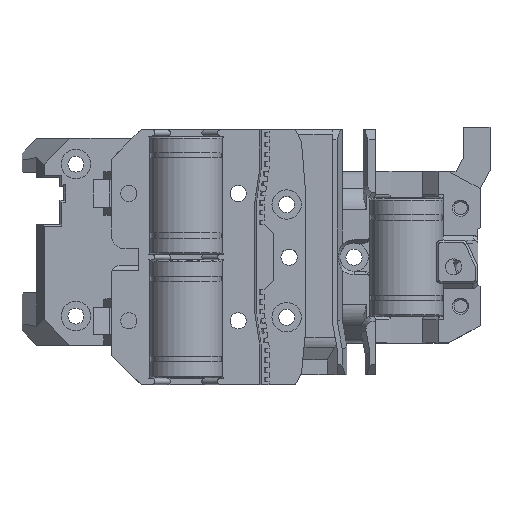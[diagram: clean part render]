
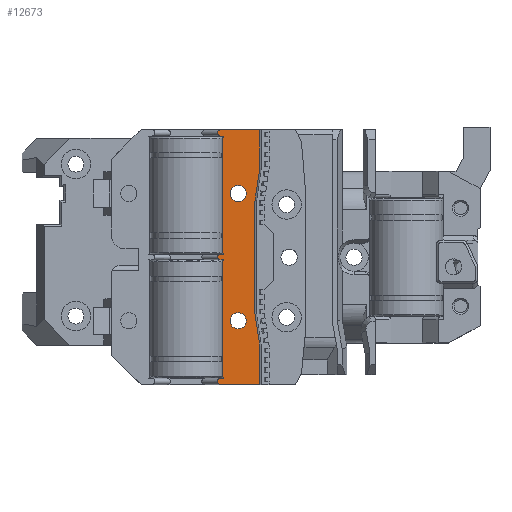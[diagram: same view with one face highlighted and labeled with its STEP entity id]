
A CAD part, top view. The second image highlights one B-rep face of the part: STEP entity #12673.
In plain terms, the highlighted planar face has unit normal (0, 0, 1).
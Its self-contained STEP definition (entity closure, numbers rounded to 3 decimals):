
#331=FACE_BOUND('',#1491,.T.);
#332=FACE_BOUND('',#1492,.T.);
#397=CIRCLE('',#13489,0.5);
#398=CIRCLE('',#13490,0.65);
#399=CIRCLE('',#13491,0.65);
#400=CIRCLE('',#13492,1.65);
#401=CIRCLE('',#13493,1.65);
#755=FACE_OUTER_BOUND('',#1490,.T.);
#1490=EDGE_LOOP('',(#9037,#9038,#9039,#9040,#9041,#9042,#9043,#9044,#9045,
#9046,#9047,#9048,#9049,#9050,#9051,#9052,#9053,#9054,#9055,#9056));
#1491=EDGE_LOOP('',(#9057));
#1492=EDGE_LOOP('',(#9058));
#2346=LINE('',#18310,#3860);
#2506=LINE('',#18914,#4020);
#2507=LINE('',#18916,#4021);
#2508=LINE('',#18918,#4022);
#2509=LINE('',#18920,#4023);
#2510=LINE('',#18922,#4024);
#2511=LINE('',#18926,#4025);
#2512=LINE('',#18928,#4026);
#2513=LINE('',#18930,#4027);
#2514=LINE('',#18932,#4028);
#2515=LINE('',#18934,#4029);
#2516=LINE('',#18935,#4030);
#2517=LINE('',#18939,#4031);
#2518=LINE('',#18941,#4032);
#2519=LINE('',#18943,#4033);
#2520=LINE('',#18945,#4034);
#2521=LINE('',#18946,#4035);
#3860=VECTOR('',#14694,10.);
#4020=VECTOR('',#15110,10.);
#4021=VECTOR('',#15111,10.);
#4022=VECTOR('',#15112,10.);
#4023=VECTOR('',#15113,10.);
#4024=VECTOR('',#15114,10.);
#4025=VECTOR('',#15117,10.);
#4026=VECTOR('',#15118,10.);
#4027=VECTOR('',#15119,10.);
#4028=VECTOR('',#15120,10.);
#4029=VECTOR('',#15121,10.);
#4030=VECTOR('',#15122,10.);
#4031=VECTOR('',#15125,10.);
#4032=VECTOR('',#15126,10.);
#4033=VECTOR('',#15127,10.);
#4034=VECTOR('',#15128,10.);
#4035=VECTOR('',#15129,10.);
#5331=VERTEX_POINT('',#18307);
#5332=VERTEX_POINT('',#18309);
#5467=VERTEX_POINT('',#18910);
#5468=VERTEX_POINT('',#18911);
#5469=VERTEX_POINT('',#18913);
#5470=VERTEX_POINT('',#18915);
#5471=VERTEX_POINT('',#18917);
#5472=VERTEX_POINT('',#18919);
#5473=VERTEX_POINT('',#18921);
#5474=VERTEX_POINT('',#18923);
#5475=VERTEX_POINT('',#18925);
#5476=VERTEX_POINT('',#18927);
#5477=VERTEX_POINT('',#18929);
#5478=VERTEX_POINT('',#18931);
#5479=VERTEX_POINT('',#18933);
#5480=VERTEX_POINT('',#18936);
#5481=VERTEX_POINT('',#18938);
#5482=VERTEX_POINT('',#18940);
#5483=VERTEX_POINT('',#18942);
#5484=VERTEX_POINT('',#18944);
#5485=VERTEX_POINT('',#18947);
#5486=VERTEX_POINT('',#18949);
#6603=EDGE_CURVE('',#5332,#5331,#2346,.T.);
#6821=EDGE_CURVE('',#5467,#5468,#397,.T.);
#6822=EDGE_CURVE('',#5467,#5469,#2506,.T.);
#6823=EDGE_CURVE('',#5469,#5470,#2507,.T.);
#6824=EDGE_CURVE('',#5470,#5471,#2508,.T.);
#6825=EDGE_CURVE('',#5471,#5472,#2509,.T.);
#6826=EDGE_CURVE('',#5472,#5473,#2510,.T.);
#6827=EDGE_CURVE('',#5474,#5473,#398,.T.);
#6828=EDGE_CURVE('',#5474,#5475,#2511,.T.);
#6829=EDGE_CURVE('',#5476,#5475,#2512,.T.);
#6830=EDGE_CURVE('',#5477,#5476,#2513,.T.);
#6831=EDGE_CURVE('',#5478,#5477,#2514,.T.);
#6832=EDGE_CURVE('',#5479,#5478,#2515,.T.);
#6833=EDGE_CURVE('',#5332,#5479,#2516,.T.);
#6834=EDGE_CURVE('',#5480,#5331,#399,.T.);
#6835=EDGE_CURVE('',#5480,#5481,#2517,.T.);
#6836=EDGE_CURVE('',#5481,#5482,#2518,.T.);
#6837=EDGE_CURVE('',#5482,#5483,#2519,.T.);
#6838=EDGE_CURVE('',#5483,#5484,#2520,.T.);
#6839=EDGE_CURVE('',#5468,#5484,#2521,.T.);
#6840=EDGE_CURVE('',#5485,#5485,#400,.T.);
#6841=EDGE_CURVE('',#5486,#5486,#401,.T.);
#9037=ORIENTED_EDGE('',*,*,#6821,.F.);
#9038=ORIENTED_EDGE('',*,*,#6822,.T.);
#9039=ORIENTED_EDGE('',*,*,#6823,.T.);
#9040=ORIENTED_EDGE('',*,*,#6824,.T.);
#9041=ORIENTED_EDGE('',*,*,#6825,.T.);
#9042=ORIENTED_EDGE('',*,*,#6826,.T.);
#9043=ORIENTED_EDGE('',*,*,#6827,.F.);
#9044=ORIENTED_EDGE('',*,*,#6828,.T.);
#9045=ORIENTED_EDGE('',*,*,#6829,.F.);
#9046=ORIENTED_EDGE('',*,*,#6830,.F.);
#9047=ORIENTED_EDGE('',*,*,#6831,.F.);
#9048=ORIENTED_EDGE('',*,*,#6832,.F.);
#9049=ORIENTED_EDGE('',*,*,#6833,.F.);
#9050=ORIENTED_EDGE('',*,*,#6603,.T.);
#9051=ORIENTED_EDGE('',*,*,#6834,.F.);
#9052=ORIENTED_EDGE('',*,*,#6835,.T.);
#9053=ORIENTED_EDGE('',*,*,#6836,.T.);
#9054=ORIENTED_EDGE('',*,*,#6837,.T.);
#9055=ORIENTED_EDGE('',*,*,#6838,.T.);
#9056=ORIENTED_EDGE('',*,*,#6839,.F.);
#9057=ORIENTED_EDGE('',*,*,#6840,.T.);
#9058=ORIENTED_EDGE('',*,*,#6841,.T.);
#12074=PLANE('',#13488);
#12673=ADVANCED_FACE('',(#755,#331,#332),#12074,.T.);
#13488=AXIS2_PLACEMENT_3D('',#18909,#15106,#15107);
#13489=AXIS2_PLACEMENT_3D('',#18912,#15108,#15109);
#13490=AXIS2_PLACEMENT_3D('',#18924,#15115,#15116);
#13491=AXIS2_PLACEMENT_3D('',#18937,#15123,#15124);
#13492=AXIS2_PLACEMENT_3D('',#18948,#15130,#15131);
#13493=AXIS2_PLACEMENT_3D('',#18950,#15132,#15133);
#14694=DIRECTION('',(-1.,0.,0.));
#15106=DIRECTION('center_axis',(0.,0.,1.));
#15107=DIRECTION('ref_axis',(1.,0.,0.));
#15108=DIRECTION('center_axis',(0.,0.,-1.));
#15109=DIRECTION('ref_axis',(-0.707,-0.707,0.));
#15110=DIRECTION('',(1.,0.,0.));
#15111=DIRECTION('',(-0.342,-0.94,0.));
#15112=DIRECTION('',(0.,-1.,0.));
#15113=DIRECTION('',(0.342,-0.94,0.));
#15114=DIRECTION('',(-1.,0.,0.));
#15115=DIRECTION('center_axis',(0.,0.,-1.));
#15116=DIRECTION('ref_axis',(-0.707,-0.707,0.));
#15117=DIRECTION('',(1.,0.,0.));
#15118=DIRECTION('',(0.,-1.,0.));
#15119=DIRECTION('',(0.146,-0.989,0.));
#15120=DIRECTION('',(0.,-1.,0.));
#15121=DIRECTION('',(-0.146,-0.989,0.));
#15122=DIRECTION('',(0.,-1.,0.));
#15123=DIRECTION('center_axis',(0.,0.,-1.));
#15124=DIRECTION('ref_axis',(-0.707,-0.707,0.));
#15125=DIRECTION('',(1.,0.,0.));
#15126=DIRECTION('',(-0.342,-0.94,0.));
#15127=DIRECTION('',(0.,-1.,0.));
#15128=DIRECTION('',(0.342,-0.94,0.));
#15129=DIRECTION('',(1.,0.,0.));
#15130=DIRECTION('center_axis',(0.,0.,-1.));
#15131=DIRECTION('ref_axis',(-1.,0.,0.));
#15132=DIRECTION('center_axis',(0.,0.,-1.));
#15133=DIRECTION('ref_axis',(-1.,0.,0.));
#18307=CARTESIAN_POINT('',(36.05,52.,14.4));
#18309=CARTESIAN_POINT('',(44.02,52.,14.4));
#18310=CARTESIAN_POINT('',(89.,52.,14.4));
#18909=CARTESIAN_POINT('Origin',(85.,16.,14.4));
#18910=CARTESIAN_POINT('',(35.9,25.5,14.4));
#18911=CARTESIAN_POINT('',(35.9,26.5,14.4));
#18912=CARTESIAN_POINT('Origin',(35.9,26.,14.4));
#18913=CARTESIAN_POINT('',(36.664,25.5,14.4));
#18914=CARTESIAN_POINT('',(57.,25.5,14.4));
#18915=CARTESIAN_POINT('',(36.5,25.05,14.4));
#18916=CARTESIAN_POINT('',(37.882,28.848,14.4));
#18917=CARTESIAN_POINT('',(36.5,1.75,14.4));
#18918=CARTESIAN_POINT('',(36.5,21.,14.4));
#18919=CARTESIAN_POINT('',(36.664,1.3,14.4));
#18920=CARTESIAN_POINT('',(37.047,0.248,14.4));
#18921=CARTESIAN_POINT('',(36.05,1.3,14.4));
#18922=CARTESIAN_POINT('',(57.,1.3,14.4));
#18923=CARTESIAN_POINT('',(36.05,0.,14.4));
#18924=CARTESIAN_POINT('Origin',(36.05,0.65,14.4));
#18925=CARTESIAN_POINT('',(44.02,0.,14.4));
#18926=CARTESIAN_POINT('',(0.,0.,14.4));
#18927=CARTESIAN_POINT('',(44.02,7.861,14.4));
#18928=CARTESIAN_POINT('',(44.02,11.941,14.4));
#18929=CARTESIAN_POINT('',(43.,14.773,14.4));
#18930=CARTESIAN_POINT('',(43.361,12.33,14.4));
#18931=CARTESIAN_POINT('',(43.,37.227,14.4));
#18932=CARTESIAN_POINT('',(43.,21.,14.4));
#18933=CARTESIAN_POINT('',(44.02,44.139,14.4));
#18934=CARTESIAN_POINT('',(41.916,29.883,14.4));
#18935=CARTESIAN_POINT('',(44.02,30.059,14.4));
#18936=CARTESIAN_POINT('',(36.05,50.7,14.4));
#18937=CARTESIAN_POINT('Origin',(36.05,51.35,14.4));
#18938=CARTESIAN_POINT('',(36.664,50.7,14.4));
#18939=CARTESIAN_POINT('',(57.,50.7,14.4));
#18940=CARTESIAN_POINT('',(36.5,50.25,14.4));
#18941=CARTESIAN_POINT('',(33.833,42.922,14.4));
#18942=CARTESIAN_POINT('',(36.5,26.95,14.4));
#18943=CARTESIAN_POINT('',(36.5,21.,14.4));
#18944=CARTESIAN_POINT('',(36.664,26.5,14.4));
#18945=CARTESIAN_POINT('',(41.096,14.322,14.4));
#18946=CARTESIAN_POINT('',(52.3,26.5,14.4));
#18947=CARTESIAN_POINT('',(41.25,13.,14.4));
#18948=CARTESIAN_POINT('Origin',(39.6,13.,14.4));
#18949=CARTESIAN_POINT('',(41.25,39.,14.4));
#18950=CARTESIAN_POINT('Origin',(39.6,39.,14.4));
